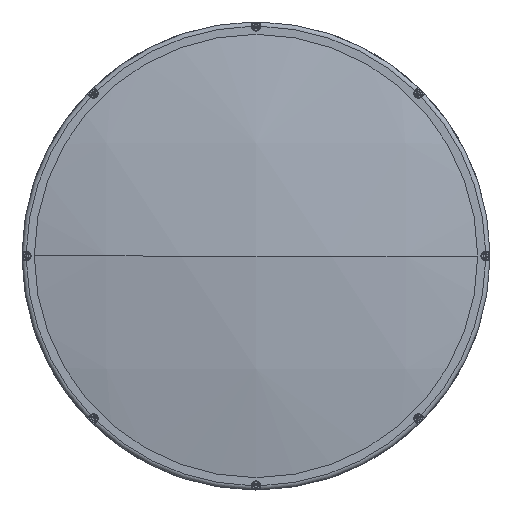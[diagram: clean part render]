
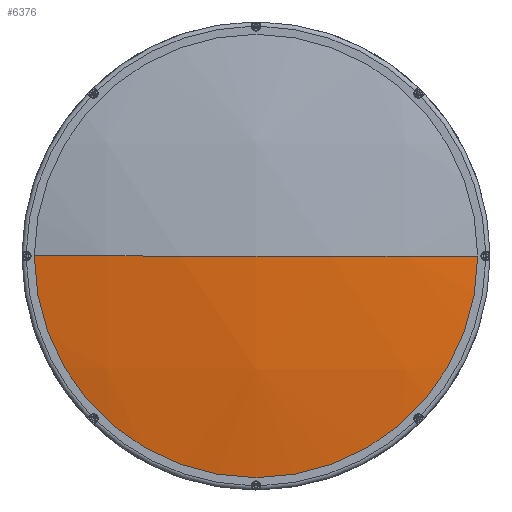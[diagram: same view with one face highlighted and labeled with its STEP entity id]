
A CAD part, left-side view. The second image highlights one B-rep face of the part: STEP entity #6376.
In plain terms, the highlighted spherical face has radius 786 mm.
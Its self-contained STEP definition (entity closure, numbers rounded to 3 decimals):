
#72 = EDGE_CURVE ( 'NONE', #8227, #8951, #479, .T. ) ;
#479 = CIRCLE ( 'NONE', #2519, 154.5 ) ;
#913 = EDGE_CURVE ( 'NONE', #8951, #6862, #3219, .T. ) ;
#1859 = EDGE_CURVE ( 'NONE', #8227, #6862, #4400, .T. ) ;
#2184 = DIRECTION ( 'NONE',  ( 0., -1., 0. ) ) ;
#2426 = ORIENTED_EDGE ( 'NONE', *, *, #913, .T. ) ;
#2519 = AXIS2_PLACEMENT_3D ( 'NONE', #4260, #9162, #3519 ) ;
#3159 = FACE_OUTER_BOUND ( 'NONE', #5695, .T. ) ;
#3219 = CIRCLE ( 'NONE', #6223, 786. ) ;
#3519 = DIRECTION ( 'NONE',  ( 0., 0., 1. ) ) ;
#3790 = CARTESIAN_POINT ( 'NONE',  ( 66.968, 0., 0. ) ) ;
#4260 = CARTESIAN_POINT ( 'NONE',  ( -703.698, 0., 0. ) ) ;
#4400 = CIRCLE ( 'NONE', #9443, 786. ) ;
#5333 = DIRECTION ( 'NONE',  ( 0., 0., 1. ) ) ;
#5612 = CARTESIAN_POINT ( 'NONE',  ( -719.032, 0., 0. ) ) ;
#5695 = EDGE_LOOP ( 'NONE', ( #9871, #2426, #9855 ) ) ;
#5870 = CARTESIAN_POINT ( 'NONE',  ( -703.698, 154.5, 0. ) ) ;
#6223 = AXIS2_PLACEMENT_3D ( 'NONE', #10228, #10283, #7963 ) ;
#6376 = ADVANCED_FACE ( 'NONE', ( #3159 ), #7097, .T. ) ;
#6862 = VERTEX_POINT ( 'NONE', #5612 ) ;
#7097 = SPHERICAL_SURFACE ( 'NONE', #9002, 786. ) ;
#7209 = DIRECTION ( 'NONE',  ( 0., 1., 0. ) ) ;
#7600 = CARTESIAN_POINT ( 'NONE',  ( 66.968, 0., 0. ) ) ;
#7963 = DIRECTION ( 'NONE',  ( 0., 1., 0. ) ) ;
#8227 = VERTEX_POINT ( 'NONE', #5870 ) ;
#8951 = VERTEX_POINT ( 'NONE', #9674 ) ;
#9002 = AXIS2_PLACEMENT_3D ( 'NONE', #3790, #10369, #7209 ) ;
#9162 = DIRECTION ( 'NONE',  ( -1., 0., 0. ) ) ;
#9443 = AXIS2_PLACEMENT_3D ( 'NONE', #7600, #5333, #2184 ) ;
#9674 = CARTESIAN_POINT ( 'NONE',  ( -703.698, -154.5, 0. ) ) ;
#9855 = ORIENTED_EDGE ( 'NONE', *, *, #1859, .F. ) ;
#9871 = ORIENTED_EDGE ( 'NONE', *, *, #72, .T. ) ;
#10228 = CARTESIAN_POINT ( 'NONE',  ( 66.968, 0., 0. ) ) ;
#10283 = DIRECTION ( 'NONE',  ( 0., 0., -1. ) ) ;
#10369 = DIRECTION ( 'NONE',  ( 0., 0., -1. ) ) ;
